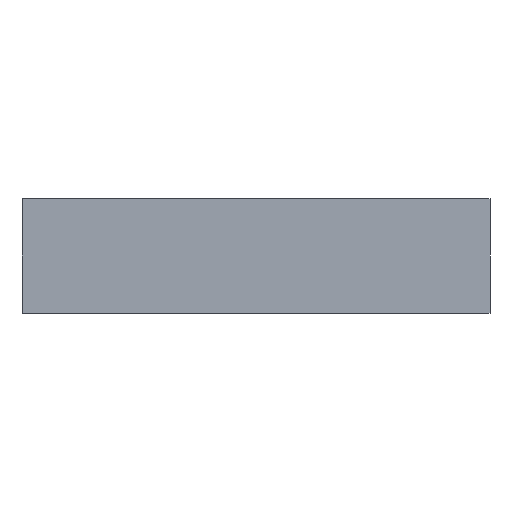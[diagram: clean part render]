
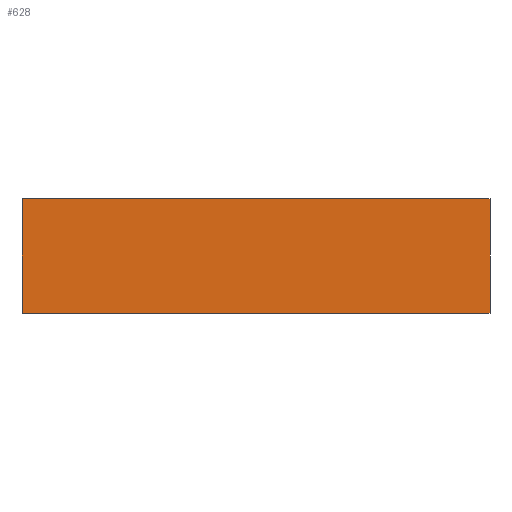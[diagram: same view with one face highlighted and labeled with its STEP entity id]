
A CAD part, left-side view. The second image highlights one B-rep face of the part: STEP entity #628.
In plain terms, the highlighted planar face has unit normal (-1, 0, 0).
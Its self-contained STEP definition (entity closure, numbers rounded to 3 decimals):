
#1 = CARTESIAN_POINT ( 'NONE',  ( -25., -20.5, 10. ) ) ;
#36 = VERTEX_POINT ( 'NONE', #809 ) ;
#47 = CARTESIAN_POINT ( 'NONE',  ( -25., 20.5, 10. ) ) ;
#63 = CARTESIAN_POINT ( 'NONE',  ( -25., 20.5, 10. ) ) ;
#92 = DIRECTION ( 'NONE',  ( 0., -1., 0. ) ) ;
#99 = EDGE_CURVE ( 'NONE', #386, #246, #598, .T. ) ;
#126 = EDGE_CURVE ( 'NONE', #199, #386, #551, .T. ) ;
#133 = PLANE ( 'NONE',  #381 ) ;
#173 = LINE ( 'NONE', #453, #210 ) ;
#199 = VERTEX_POINT ( 'NONE', #63 ) ;
#210 = VECTOR ( 'NONE', #743, 1000. ) ;
#231 = EDGE_CURVE ( 'NONE', #36, #246, #285, .T. ) ;
#246 = VERTEX_POINT ( 'NONE', #421 ) ;
#265 = FACE_OUTER_BOUND ( 'NONE', #720, .T. ) ;
#285 = LINE ( 'NONE', #563, #439 ) ;
#346 = DIRECTION ( 'NONE',  ( 0., 0., -1. ) ) ;
#381 = AXIS2_PLACEMENT_3D ( 'NONE', #1, #416, #346 ) ;
#386 = VERTEX_POINT ( 'NONE', #529 ) ;
#416 = DIRECTION ( 'NONE',  ( 1., 0., 0. ) ) ;
#421 = CARTESIAN_POINT ( 'NONE',  ( -25., -20.5, 0. ) ) ;
#439 = VECTOR ( 'NONE', #644, 1000. ) ;
#442 = EDGE_CURVE ( 'NONE', #199, #36, #173, .T. ) ;
#453 = CARTESIAN_POINT ( 'NONE',  ( -25., -20.5, 10. ) ) ;
#509 = ORIENTED_EDGE ( 'NONE', *, *, #231, .F. ) ;
#529 = CARTESIAN_POINT ( 'NONE',  ( -25., 20.5, 0. ) ) ;
#535 = ORIENTED_EDGE ( 'NONE', *, *, #99, .T. ) ;
#551 = LINE ( 'NONE', #47, #850 ) ;
#563 = CARTESIAN_POINT ( 'NONE',  ( -25., -20.5, 10. ) ) ;
#598 = LINE ( 'NONE', #829, #806 ) ;
#628 = ADVANCED_FACE ( 'NONE', ( #265 ), #133, .F. ) ;
#644 = DIRECTION ( 'NONE',  ( 0., 0., -1. ) ) ;
#720 = EDGE_LOOP ( 'NONE', ( #535, #509, #876, #788 ) ) ;
#743 = DIRECTION ( 'NONE',  ( 0., -1., 0. ) ) ;
#758 = DIRECTION ( 'NONE',  ( 0., 0., -1. ) ) ;
#788 = ORIENTED_EDGE ( 'NONE', *, *, #126, .T. ) ;
#806 = VECTOR ( 'NONE', #92, 1000. ) ;
#809 = CARTESIAN_POINT ( 'NONE',  ( -25., -20.5, 10. ) ) ;
#829 = CARTESIAN_POINT ( 'NONE',  ( -25., -20.5, 0. ) ) ;
#850 = VECTOR ( 'NONE', #758, 1000. ) ;
#876 = ORIENTED_EDGE ( 'NONE', *, *, #442, .F. ) ;
